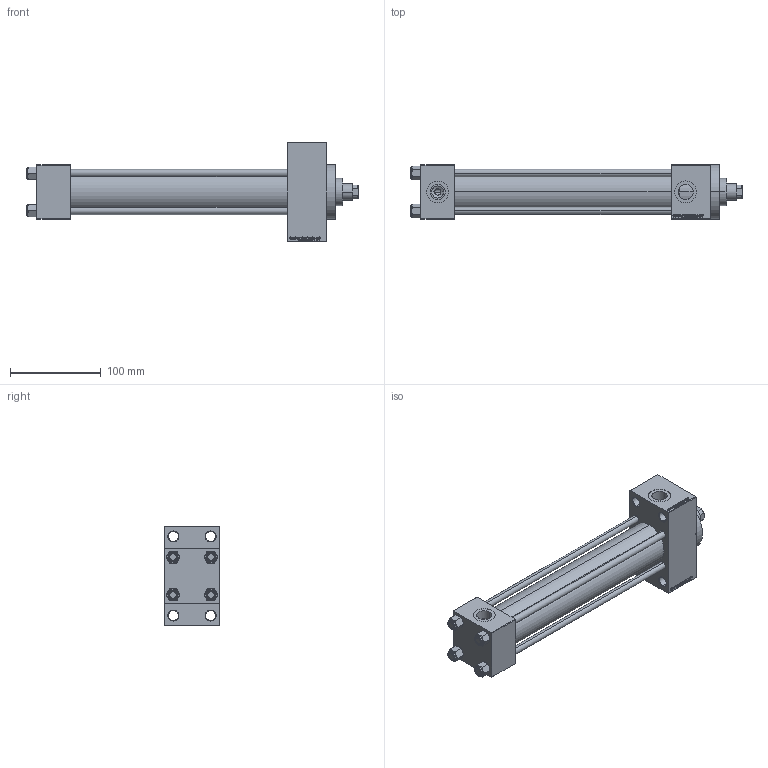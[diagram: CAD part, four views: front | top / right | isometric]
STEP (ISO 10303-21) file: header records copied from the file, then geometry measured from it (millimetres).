
FILE_DESCRIPTION (( 'STEP AP203' ), '1' );
FILE_NAME ('8c1e.STEP', '2022-04-14T18:10:49', ( '' ), ( '' ), 'SwSTEP 2.0', 'SolidWorks 2019', '' );
FILE_SCHEMA (( 'CONFIG_CONTROL_DESIGN' ));
Length unit declared in the file: millimetre
Products named in the file (6): V215CR_D_TYCINKA 19f0c88fb4f24d61bb206a6a4213b3ba; 8c1e; V215CR_VCP_D 19f0c88fb4f24d61bb206a6a4213b3ba; V215_VC_A 19f0c88fb4f24d61bb206a6a4213b3ba; NUT_M5_D 19f0c88fb4f24d61bb206a6a4213b3ba; V215CR_D_Body 19f0c88fb4f24d61bb206a6a4213b3ba
Assembly tree (11 placements, depth 2):
  8c1e
    V215CR_D_Body 19f0c88fb4f24d61bb206a6a4213b3ba
    V215CR_VCP_D 19f0c88fb4f24d61bb206a6a4213b3ba
    NUT_M5_D 19f0c88fb4f24d61bb206a6a4213b3ba  x4
    V215CR_D_TYCINKA 19f0c88fb4f24d61bb206a6a4213b3ba  x4
    V215_VC_A 19f0c88fb4f24d61bb206a6a4213b3ba
Bounding box: 365 x 60 x 109 mm (x, y, z)
Volume: 667253.7 mm3; surface area: 199410 mm2
Topology: 11 solids, 11 shells, 1112 faces, 2771 edges, 1793 vertices
Faces by surface type: plane 500, bspline 368, cone 144, cylinder 92, torus 8
Entity records: 47457 total; most frequent: CARTESIAN_POINT 25109, ORIENTED_EDGE 5034, DIRECTION 3241, EDGE_CURVE 2517, VERTEX_POINT 1649, LINE 1511, VECTOR 1511, EDGE_LOOP 1124
